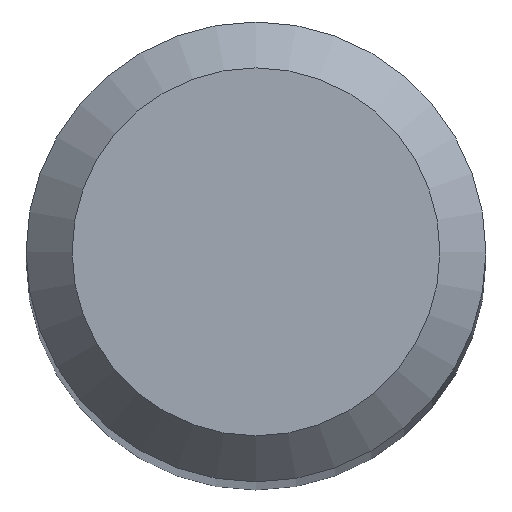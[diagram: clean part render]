
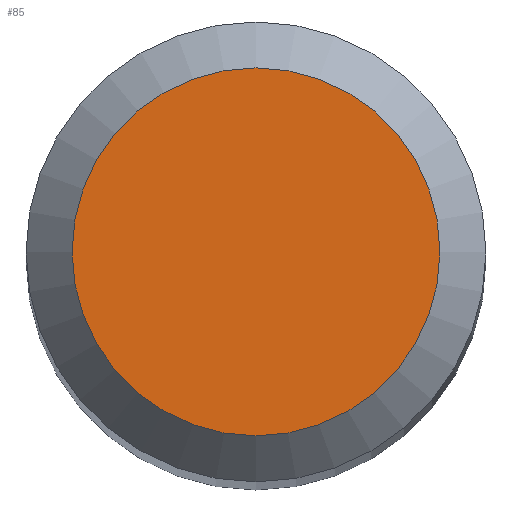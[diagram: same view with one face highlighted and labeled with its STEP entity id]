
A CAD part, top view. The second image highlights one B-rep face of the part: STEP entity #85.
In plain terms, the highlighted planar face has unit normal (0, 0, 1).
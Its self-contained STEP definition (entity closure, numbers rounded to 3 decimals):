
#26 = CARTESIAN_POINT ( 'NONE',  ( 0., 0., 38. ) ) ;
#39 = EDGE_CURVE ( 'NONE', #117, #117, #113, .T. ) ;
#84 = AXIS2_PLACEMENT_3D ( 'NONE', #132, #116, #163 ) ;
#85 = ADVANCED_FACE ( 'NONE', ( #123 ), #147, .F. ) ;
#96 = CARTESIAN_POINT ( 'NONE',  ( 0., 1.2, 38. ) ) ;
#113 = CIRCLE ( 'NONE', #150, 1.2 ) ;
#116 = DIRECTION ( 'NONE',  ( 0., 0., -1. ) ) ;
#117 = VERTEX_POINT ( 'NONE', #96 ) ;
#123 = FACE_OUTER_BOUND ( 'NONE', #149, .T. ) ;
#131 = DIRECTION ( 'NONE',  ( 0., 0., -1. ) ) ;
#132 = CARTESIAN_POINT ( 'NONE',  ( 0., 0., 38. ) ) ;
#147 = PLANE ( 'NONE',  #84 ) ;
#149 = EDGE_LOOP ( 'NONE', ( #162 ) ) ;
#150 = AXIS2_PLACEMENT_3D ( 'NONE', #26, #131, #164 ) ;
#162 = ORIENTED_EDGE ( 'NONE', *, *, #39, .F. ) ;
#163 = DIRECTION ( 'NONE',  ( 0., 1., 0. ) ) ;
#164 = DIRECTION ( 'NONE',  ( 0., 1., 0. ) ) ;
